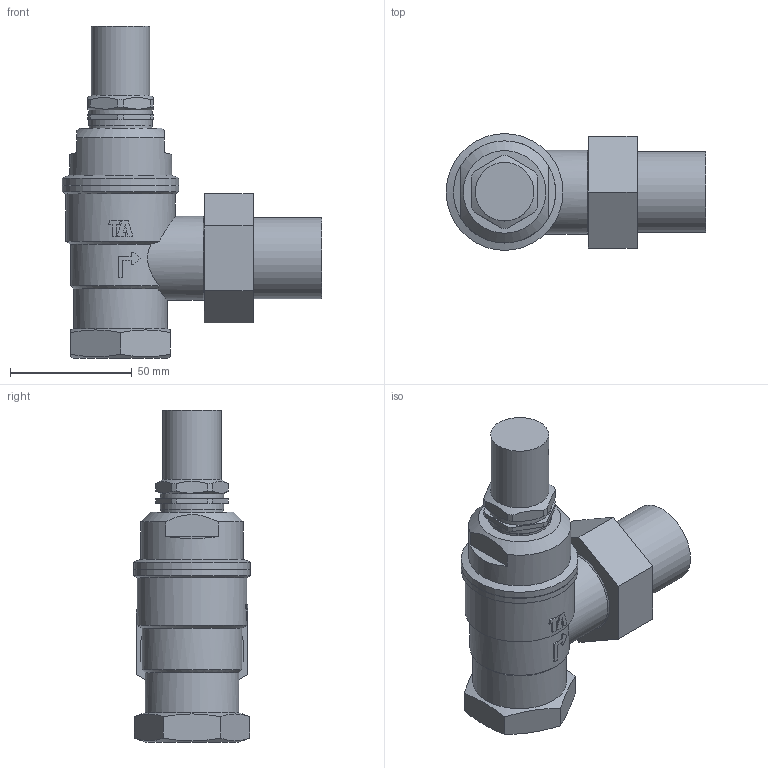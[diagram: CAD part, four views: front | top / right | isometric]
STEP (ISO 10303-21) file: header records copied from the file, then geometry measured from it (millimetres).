
FILE_DESCRIPTION( ( 'Unknown' ), '1' );
FILE_NAME( '52198025.stp', 'Unknown', ( 'Unknown' ), ( 'Unknown' ), 'XStep 1.0', 'Unknown', ' ' );
FILE_SCHEMA( ( 'CONFIG_CONTROL_DESIGN' ) );
Length unit declared in the file: millimetre
Products named in the file (1): 1
Bounding box: 106.72 x 48 x 136.5 mm (x, y, z)
Volume: 213910.4 mm3; surface area: 31521.1 mm2
Topology: 1 solids, 1 shells, 118 faces, 307 edges, 203 vertices
Faces by surface type: plane 78, cylinder 29, cone 11
Full cylindrical faces by diameter (mm): 24 x1, 25.5 x1, 25.9 x1, 26 x2, 33.25 x1, 34.5 x1, 38.5 x1, 42 x1, 45 x1, 48 x2
Entity records: 3796 total; most frequent: CARTESIAN_POINT 978, DIRECTION 591, ORIENTED_EDGE 546, EDGE_CURVE 273, AXIS2_PLACEMENT_3D 233, VERTEX_POINT 190, EDGE_LOOP 151, FACE_OUTER_BOUND 130
